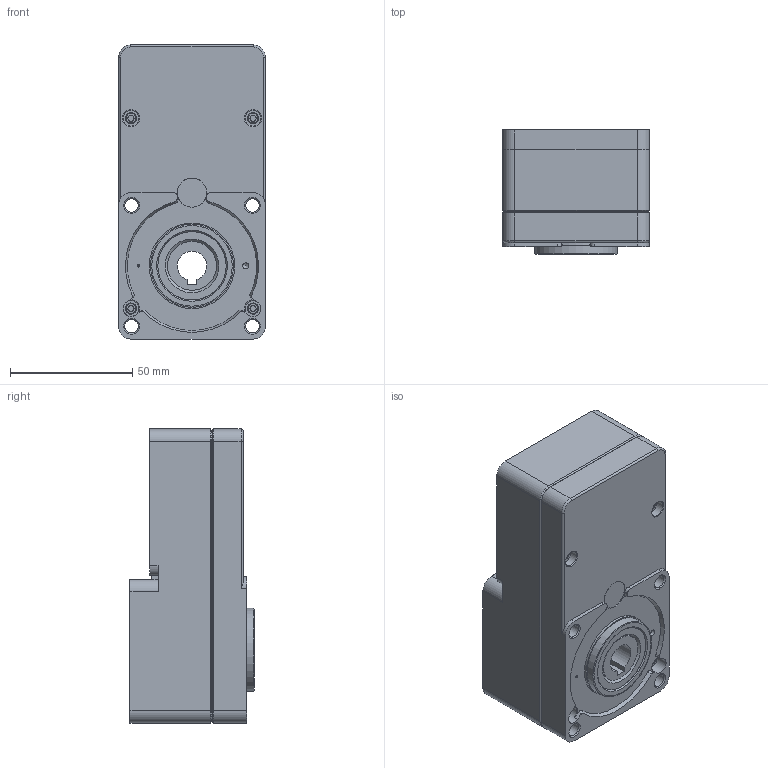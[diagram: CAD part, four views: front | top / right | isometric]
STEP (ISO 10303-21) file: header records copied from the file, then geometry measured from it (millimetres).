
FILE_DESCRIPTION((''),'2;1');
FILE_NAME('K6HㅁBTH.stp','2017-10-31T18:02:43',('������'),(''),'Autodesk Inventor 2012','Autodesk Inventor 2012','');
FILE_SCHEMA(('AUTOMOTIVE_DESIGN { 1 0 10303 214 1 1 1 1 }'));
Length unit declared in the file: millimetre
Products named in the file (6): K6HㅁBTH; 16.09.01-case; 16.09.01-cover_1; boss; oil; 가스켓
Assembly tree (6 placements, depth 2):
  K6HㅁBTH
    16.09.01-case
    16.09.01-cover_1
    boss
    oil  x2
    가스켓
Bounding box: 60 x 50.8 x 120.5 mm (x, y, z)
Volume: 271299.3 mm3; surface area: 74890 mm2
Topology: 8 solids, 8 shells, 322 faces, 744 edges, 461 vertices
Faces by surface type: cylinder 128, plane 89, torus 55, cone 36, bspline 14
Full cylindrical faces by diameter (mm): 1 x2, 2.459 x4, 2.5 x4, 3 x6, 3.242 x4, 4 x10, 5.5 x12, 6.5 x4, 8 x1, 12 x1, 20 x4, 27 x1, 28 x3, 34 x1, 35 x1
Entity records: 9336 total; most frequent: CARTESIAN_POINT 1971, DIRECTION 1596, ORIENTED_EDGE 1268, AXIS2_PLACEMENT_3D 694, EDGE_CURVE 634, EDGE_LOOP 481, VERTEX_POINT 441, CIRCLE 382
